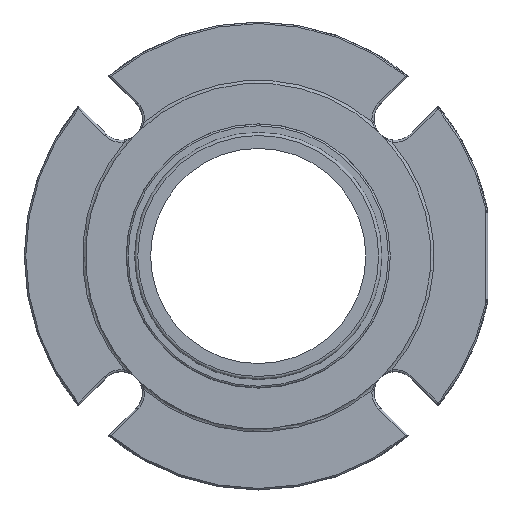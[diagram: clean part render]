
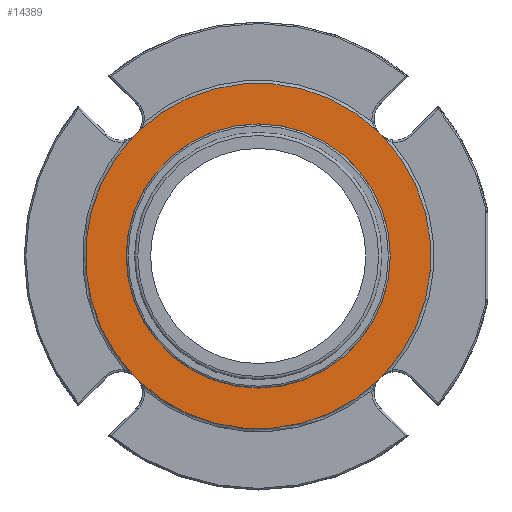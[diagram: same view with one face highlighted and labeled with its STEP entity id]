
A CAD part, left-side view. The second image highlights one B-rep face of the part: STEP entity #14389.
In plain terms, the highlighted planar face has unit normal (-1, 0, 0).
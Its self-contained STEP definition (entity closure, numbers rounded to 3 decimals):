
#1423=PLANE('',#15383);
#1937=B_SPLINE_CURVE_WITH_KNOTS('',3,(#25190,#25191,#25192,#25193),
 .UNSPECIFIED.,.F.,.F.,(4,4),(0.,0.),.UNSPECIFIED.);
#1940=B_SPLINE_CURVE_WITH_KNOTS('',3,(#25241,#25242,#25243,#25244),
 .UNSPECIFIED.,.F.,.F.,(4,4),(0.,0.),.UNSPECIFIED.);
#1943=B_SPLINE_CURVE_WITH_KNOTS('',3,(#25285,#25286,#25287,#25288),
 .UNSPECIFIED.,.F.,.F.,(4,4),(0.,0.),.UNSPECIFIED.);
#1946=B_SPLINE_CURVE_WITH_KNOTS('',3,(#25336,#25337,#25338,#25339),
 .UNSPECIFIED.,.F.,.F.,(4,4),(0.,0.),.UNSPECIFIED.);
#1949=B_SPLINE_CURVE_WITH_KNOTS('',3,(#25380,#25381,#25382,#25383),
 .UNSPECIFIED.,.F.,.F.,(4,4),(0.,0.),.UNSPECIFIED.);
#1952=B_SPLINE_CURVE_WITH_KNOTS('',3,(#25431,#25432,#25433,#25434),
 .UNSPECIFIED.,.F.,.F.,(4,4),(0.,0.),
 .UNSPECIFIED.);
#1955=B_SPLINE_CURVE_WITH_KNOTS('',3,(#25475,#25476,#25477,#25478),
 .UNSPECIFIED.,.F.,.F.,(4,4),(0.,0.),
 .UNSPECIFIED.);
#1958=B_SPLINE_CURVE_WITH_KNOTS('',3,(#25526,#25527,#25528,#25529),
 .UNSPECIFIED.,.F.,.F.,(4,4),(0.,0.),
 .UNSPECIFIED.);
#4660=ORIENTED_EDGE('',*,*,#6452,.F.);
#4661=ORIENTED_EDGE('',*,*,#6451,.T.);
#4662=ORIENTED_EDGE('',*,*,#6449,.F.);
#4663=ORIENTED_EDGE('',*,*,#6447,.T.);
#4664=ORIENTED_EDGE('',*,*,#6445,.F.);
#4665=ORIENTED_EDGE('',*,*,#6443,.T.);
#4666=ORIENTED_EDGE('',*,*,#6441,.F.);
#4667=ORIENTED_EDGE('',*,*,#6439,.T.);
#4668=ORIENTED_EDGE('',*,*,#6437,.F.);
#4669=ORIENTED_EDGE('',*,*,#6435,.T.);
#4670=ORIENTED_EDGE('',*,*,#6433,.F.);
#4671=ORIENTED_EDGE('',*,*,#6431,.T.);
#4672=ORIENTED_EDGE('',*,*,#6429,.F.);
#4673=ORIENTED_EDGE('',*,*,#6427,.T.);
#4674=ORIENTED_EDGE('',*,*,#6425,.F.);
#4675=ORIENTED_EDGE('',*,*,#6423,.T.);
#4676=ORIENTED_EDGE('',*,*,#6421,.F.);
#6421=EDGE_CURVE('',#7463,#7464,#1937,.T.);
#6423=EDGE_CURVE('',#7465,#7464,#7974,.F.);
#6425=EDGE_CURVE('',#7465,#7466,#1940,.T.);
#6427=EDGE_CURVE('',#7467,#7466,#7975,.F.);
#6429=EDGE_CURVE('',#7467,#7468,#1943,.T.);
#6431=EDGE_CURVE('',#7469,#7468,#7976,.F.);
#6433=EDGE_CURVE('',#7469,#7470,#1946,.T.);
#6435=EDGE_CURVE('',#7471,#7470,#7977,.F.);
#6437=EDGE_CURVE('',#7471,#7472,#1949,.T.);
#6439=EDGE_CURVE('',#7473,#7472,#7978,.F.);
#6441=EDGE_CURVE('',#7473,#7474,#1952,.T.);
#6443=EDGE_CURVE('',#7475,#7474,#7979,.F.);
#6445=EDGE_CURVE('',#7475,#7476,#1955,.T.);
#6447=EDGE_CURVE('',#7477,#7476,#7980,.F.);
#6449=EDGE_CURVE('',#7477,#7478,#1958,.T.);
#6451=EDGE_CURVE('',#7463,#7478,#7981,.F.);
#6452=EDGE_CURVE('',#7479,#7479,#7982,.T.);
#7463=VERTEX_POINT('',#25189);
#7464=VERTEX_POINT('',#25194);
#7465=VERTEX_POINT('',#25205);
#7466=VERTEX_POINT('',#25245);
#7467=VERTEX_POINT('',#25254);
#7468=VERTEX_POINT('',#25289);
#7469=VERTEX_POINT('',#25300);
#7470=VERTEX_POINT('',#25340);
#7471=VERTEX_POINT('',#25349);
#7472=VERTEX_POINT('',#25384);
#7473=VERTEX_POINT('',#25395);
#7474=VERTEX_POINT('',#25435);
#7475=VERTEX_POINT('',#25444);
#7476=VERTEX_POINT('',#25479);
#7477=VERTEX_POINT('',#25490);
#7478=VERTEX_POINT('',#25530);
#7479=VERTEX_POINT('',#25541);
#7974=CIRCLE('',#15368,10.35);
#7975=CIRCLE('',#15370,84.282);
#7976=CIRCLE('',#15372,10.35);
#7977=CIRCLE('',#15374,84.282);
#7978=CIRCLE('',#15376,10.35);
#7979=CIRCLE('',#15378,84.282);
#7980=CIRCLE('',#15380,10.35);
#7981=CIRCLE('',#15382,84.282);
#7982=CIRCLE('',#15384,64.453);
#8642=EDGE_LOOP('',(#4660));
#8643=EDGE_LOOP('',(#4661,#4662,#4663,#4664,#4665,#4666,#4667,#4668,#4669,
#4670,#4671,#4672,#4673,#4674,#4675,#4676));
#9350=FACE_BOUND('',#8642,.T.);
#9351=FACE_BOUND('',#8643,.T.);
#14389=ADVANCED_FACE('',(#9350,#9351),#1423,.T.);
#15368=AXIS2_PLACEMENT_3D('',#25204,#17795,#17796);
#15370=AXIS2_PLACEMENT_3D('',#25253,#17799,#17800);
#15372=AXIS2_PLACEMENT_3D('',#25299,#17803,#17804);
#15374=AXIS2_PLACEMENT_3D('',#25348,#17807,#17808);
#15376=AXIS2_PLACEMENT_3D('',#25394,#17811,#17812);
#15378=AXIS2_PLACEMENT_3D('',#25443,#17815,#17816);
#15380=AXIS2_PLACEMENT_3D('',#25489,#17819,#17820);
#15382=AXIS2_PLACEMENT_3D('',#25538,#17823,#17824);
#15383=AXIS2_PLACEMENT_3D('',#25539,#17825,#17826);
#15384=AXIS2_PLACEMENT_3D('',#25540,#17827,#17828);
#17795=DIRECTION('',(-1.,0.,0.));
#17796=DIRECTION('',(0.,0.,-1.));
#17799=DIRECTION('',(1.,0.,0.));
#17800=DIRECTION('',(0.,0.,1.));
#17803=DIRECTION('',(-1.,0.,0.));
#17804=DIRECTION('',(0.,0.,-1.));
#17807=DIRECTION('',(1.,0.,0.));
#17808=DIRECTION('',(0.,0.,1.));
#17811=DIRECTION('',(-1.,0.,0.));
#17812=DIRECTION('',(0.,0.,-1.));
#17815=DIRECTION('',(1.,0.,0.));
#17816=DIRECTION('',(0.,0.,1.));
#17819=DIRECTION('',(-1.,0.,0.));
#17820=DIRECTION('',(0.,0.,-1.));
#17823=DIRECTION('',(1.,0.,0.));
#17824=DIRECTION('',(0.,0.,1.));
#17825=DIRECTION('',(-1.,0.,0.));
#17826=DIRECTION('',(0.,0.,-1.));
#17827=DIRECTION('',(-1.,0.,0.));
#17828=DIRECTION('',(0.,-1.,0.));
#25189=CARTESIAN_POINT('',(0.,-58.336,60.83));
#25190=CARTESIAN_POINT('',(0.,-58.336,60.83));
#25191=CARTESIAN_POINT('',(0.,-58.424,60.746));
#25192=CARTESIAN_POINT('',(0.,-58.506,60.658));
#25193=CARTESIAN_POINT('',(0.,-58.579,60.562));
#25194=CARTESIAN_POINT('',(0.,-58.579,60.562));
#25204=CARTESIAN_POINT('',(0.,-66.822,66.822));
#25205=CARTESIAN_POINT('',(0.,-60.562,58.579));
#25241=CARTESIAN_POINT('',(0.,-60.562,58.579));
#25242=CARTESIAN_POINT('',(0.,-60.658,58.506));
#25243=CARTESIAN_POINT('',(0.,-60.746,58.424));
#25244=CARTESIAN_POINT('',(0.,-60.83,58.336));
#25245=CARTESIAN_POINT('',(0.,-60.83,58.336));
#25253=CARTESIAN_POINT('',(0.,0.,0.));
#25254=CARTESIAN_POINT('',(0.,-60.83,-58.336));
#25285=CARTESIAN_POINT('',(0.,-60.83,-58.336));
#25286=CARTESIAN_POINT('',(0.,-60.746,-58.424));
#25287=CARTESIAN_POINT('',(0.,-60.658,-58.506));
#25288=CARTESIAN_POINT('',(0.,-60.562,-58.579));
#25289=CARTESIAN_POINT('',(0.,-60.562,-58.579));
#25299=CARTESIAN_POINT('',(0.,-66.822,-66.822));
#25300=CARTESIAN_POINT('',(0.,-58.579,-60.562));
#25336=CARTESIAN_POINT('',(0.,-58.579,-60.562));
#25337=CARTESIAN_POINT('',(0.,-58.506,-60.658));
#25338=CARTESIAN_POINT('',(0.,-58.424,-60.746));
#25339=CARTESIAN_POINT('',(0.,-58.336,-60.83));
#25340=CARTESIAN_POINT('',(0.,-58.336,-60.83));
#25348=CARTESIAN_POINT('',(0.,0.,0.));
#25349=CARTESIAN_POINT('',(0.,58.336,-60.83));
#25380=CARTESIAN_POINT('',(0.,58.336,-60.83));
#25381=CARTESIAN_POINT('',(0.,58.424,-60.746));
#25382=CARTESIAN_POINT('',(0.,58.506,-60.658));
#25383=CARTESIAN_POINT('',(0.,58.579,-60.562));
#25384=CARTESIAN_POINT('',(0.,58.579,-60.562));
#25394=CARTESIAN_POINT('',(0.,66.822,-66.822));
#25395=CARTESIAN_POINT('',(0.,60.562,-58.579));
#25431=CARTESIAN_POINT('',(0.,60.562,-58.579));
#25432=CARTESIAN_POINT('',(0.,60.658,-58.506));
#25433=CARTESIAN_POINT('',(0.,60.746,-58.424));
#25434=CARTESIAN_POINT('',(0.,60.83,-58.336));
#25435=CARTESIAN_POINT('',(0.,60.83,-58.336));
#25443=CARTESIAN_POINT('',(0.,0.,0.));
#25444=CARTESIAN_POINT('',(0.,60.83,58.336));
#25475=CARTESIAN_POINT('',(0.,60.83,58.336));
#25476=CARTESIAN_POINT('',(0.,60.746,58.424));
#25477=CARTESIAN_POINT('',(0.,60.658,58.506));
#25478=CARTESIAN_POINT('',(0.,60.562,58.579));
#25479=CARTESIAN_POINT('',(0.,60.562,58.579));
#25489=CARTESIAN_POINT('',(0.,66.822,66.822));
#25490=CARTESIAN_POINT('',(0.,58.579,60.562));
#25526=CARTESIAN_POINT('',(0.,58.579,60.562));
#25527=CARTESIAN_POINT('',(0.,58.506,60.658));
#25528=CARTESIAN_POINT('',(0.,58.424,60.746));
#25529=CARTESIAN_POINT('',(0.,58.336,60.83));
#25530=CARTESIAN_POINT('',(0.,58.336,60.83));
#25538=CARTESIAN_POINT('',(0.,0.,0.));
#25539=CARTESIAN_POINT('',(0.,0.,42.431));
#25540=CARTESIAN_POINT('',(0.,0.,0.));
#25541=CARTESIAN_POINT('',(0.,-64.453,0.));
